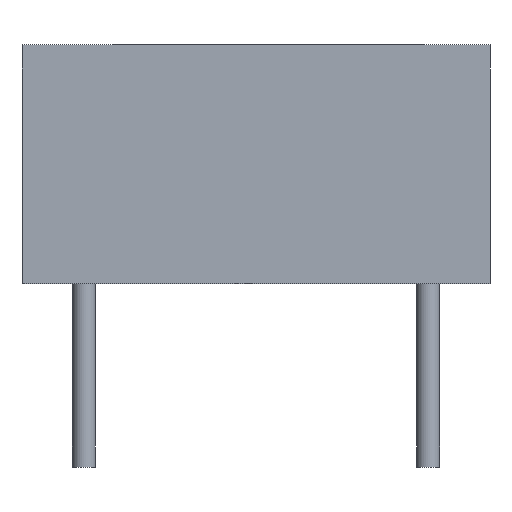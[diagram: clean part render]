
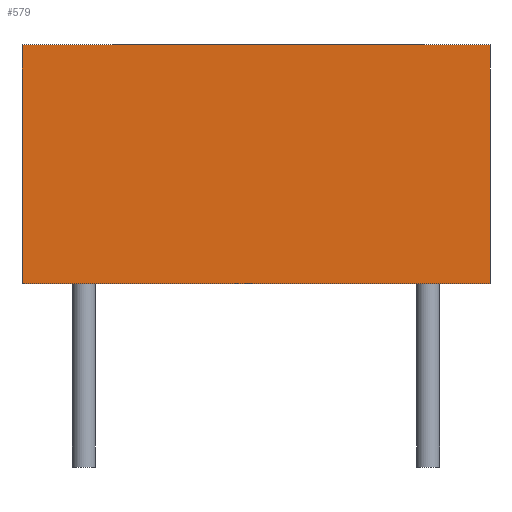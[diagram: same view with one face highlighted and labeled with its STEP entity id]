
A CAD part, front view. The second image highlights one B-rep face of the part: STEP entity #579.
In plain terms, the highlighted planar face has unit normal (0, -1, 0).
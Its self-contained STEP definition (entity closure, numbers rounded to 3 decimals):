
#63 = VERTEX_POINT('',#64);
#64 = CARTESIAN_POINT('',(-5.1,-9.75,5.2));
#70 = EDGE_CURVE('',#71,#63,#73,.T.);
#71 = VERTEX_POINT('',#72);
#72 = CARTESIAN_POINT('',(-5.1,-9.75,0.));
#73 = LINE('',#74,#75);
#74 = CARTESIAN_POINT('',(-5.1,-9.75,0.));
#75 = VECTOR('',#76,1.);
#76 = DIRECTION('',(0.,0.,1.));
#94 = VERTEX_POINT('',#95);
#95 = CARTESIAN_POINT('',(5.1,-9.75,5.2));
#101 = EDGE_CURVE('',#102,#94,#104,.T.);
#102 = VERTEX_POINT('',#103);
#103 = CARTESIAN_POINT('',(5.1,-9.75,0.));
#104 = LINE('',#105,#106);
#105 = CARTESIAN_POINT('',(5.1,-9.75,0.));
#106 = VECTOR('',#107,1.);
#107 = DIRECTION('',(0.,0.,1.));
#125 = EDGE_CURVE('',#71,#102,#126,.T.);
#126 = LINE('',#127,#128);
#127 = CARTESIAN_POINT('',(-5.1,-9.75,0.));
#128 = VECTOR('',#129,1.);
#129 = DIRECTION('',(1.,0.,0.));
#296 = EDGE_CURVE('',#63,#94,#297,.T.);
#297 = LINE('',#298,#299);
#298 = CARTESIAN_POINT('',(-5.1,-9.75,5.2));
#299 = VECTOR('',#300,1.);
#300 = DIRECTION('',(1.,0.,0.));
#579 = ADVANCED_FACE('',(#580),#586,.F.);
#580 = FACE_BOUND('',#581,.F.);
#581 = EDGE_LOOP('',(#582,#583,#584,#585));
#582 = ORIENTED_EDGE('',*,*,#70,.T.);
#583 = ORIENTED_EDGE('',*,*,#296,.T.);
#584 = ORIENTED_EDGE('',*,*,#101,.F.);
#585 = ORIENTED_EDGE('',*,*,#125,.F.);
#586 = PLANE('',#587);
#587 = AXIS2_PLACEMENT_3D('',#588,#589,#590);
#588 = CARTESIAN_POINT('',(-5.1,-9.75,0.));
#589 = DIRECTION('',(0.,1.,0.));
#590 = DIRECTION('',(1.,0.,0.));
